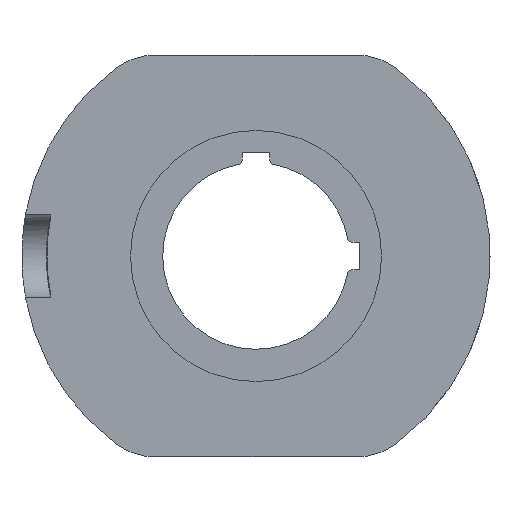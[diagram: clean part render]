
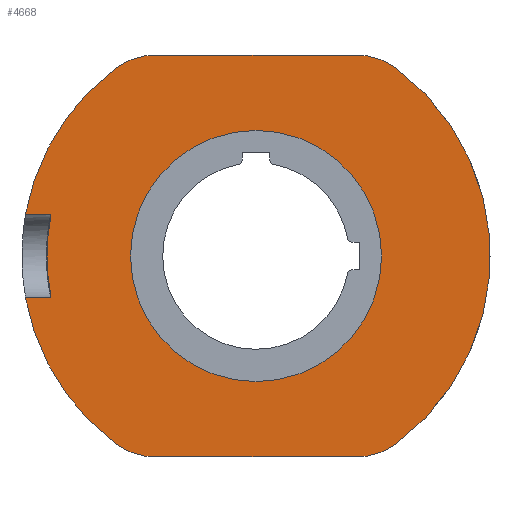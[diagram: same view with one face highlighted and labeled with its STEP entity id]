
A CAD part, front view. The second image highlights one B-rep face of the part: STEP entity #4668.
In plain terms, the highlighted planar face has unit normal (0, -1, 0).
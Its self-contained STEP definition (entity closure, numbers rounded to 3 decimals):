
#64=DIRECTION('',(1.,0.,0.));
#65=VECTOR('',#64,3.055);
#66=CARTESIAN_POINT('',(-27.55,0.,5.));
#67=LINE('',#66,#65);
#72=CARTESIAN_POINT('',(0.,0.,0.));
#73=DIRECTION('',(0.,1.,0.));
#74=DIRECTION('',(-0.984,0.,0.179));
#75=AXIS2_PLACEMENT_3D('',#72,#73,#74);
#80=CARTESIAN_POINT('',(-12.,0.,16.));
#81=DIRECTION('',(0.,-1.,0.));
#82=DIRECTION('',(0.,0.,1.));
#83=AXIS2_PLACEMENT_3D('',#80,#81,#82);
#88=DIRECTION('',(1.,0.,0.));
#89=VECTOR('',#88,24.);
#90=CARTESIAN_POINT('',(-12.,0.,24.));
#91=LINE('',#90,#89);
#95=CARTESIAN_POINT('',(12.,0.,16.));
#96=DIRECTION('',(0.,-1.,0.));
#97=DIRECTION('',(0.6,0.,0.8));
#98=AXIS2_PLACEMENT_3D('',#95,#96,#97);
#103=CARTESIAN_POINT('',(0.,0.,0.));
#104=DIRECTION('',(0.,1.,0.));
#105=DIRECTION('',(0.6,0.,0.8));
#106=AXIS2_PLACEMENT_3D('',#103,#104,#105);
#111=CARTESIAN_POINT('',(12.,0.,-16.));
#112=DIRECTION('',(0.,-1.,0.));
#113=DIRECTION('',(0.,0.,-1.));
#114=AXIS2_PLACEMENT_3D('',#111,#112,#113);
#119=DIRECTION('',(-1.,0.,0.));
#120=VECTOR('',#119,24.);
#121=CARTESIAN_POINT('',(12.,0.,-24.));
#122=LINE('',#121,#120);
#126=CARTESIAN_POINT('',(-12.,0.,-16.));
#127=DIRECTION('',(0.,-1.,0.));
#128=DIRECTION('',(-0.6,0.,-0.8));
#129=AXIS2_PLACEMENT_3D('',#126,#127,#128);
#134=CARTESIAN_POINT('',(0.,0.,0.));
#135=DIRECTION('',(0.,1.,0.));
#136=DIRECTION('',(-0.6,0.,-0.8));
#137=AXIS2_PLACEMENT_3D('',#134,#135,#136);
#142=DIRECTION('',(-1.,0.,0.));
#143=VECTOR('',#142,3.055);
#144=CARTESIAN_POINT('',(-24.495,0.,-5.));
#145=LINE('',#144,#143);
#149=CARTESIAN_POINT('',(0.,0.,0.));
#150=DIRECTION('',(0.,1.,0.));
#151=DIRECTION('',(-0.98,0.,-0.2));
#152=AXIS2_PLACEMENT_3D('',#149,#150,#151);
#157=CARTESIAN_POINT('',(0.,0.,0.));
#158=DIRECTION('',(0.,-1.,0.));
#159=DIRECTION('',(1.,0.,0.));
#160=AXIS2_PLACEMENT_3D('',#157,#158,#159);
#165=CARTESIAN_POINT('',(0.,0.,0.));
#166=DIRECTION('',(0.,-1.,0.));
#167=DIRECTION('',(-1.,0.,0.));
#168=AXIS2_PLACEMENT_3D('',#165,#166,#167);
#4351=CARTESIAN_POINT('',(-24.495,0.,-5.));
#4352=CARTESIAN_POINT('',(-24.495,0.,5.));
#4353=VERTEX_POINT('',#4351);
#4354=VERTEX_POINT('',#4352);
#4371=CARTESIAN_POINT('',(15.,0.,0.));
#4372=CARTESIAN_POINT('',(-15.,0.,0.));
#4373=VERTEX_POINT('',#4371);
#4374=VERTEX_POINT('',#4372);
#4399=CARTESIAN_POINT('',(16.8,0.,22.4));
#4400=CARTESIAN_POINT('',(12.,0.,24.));
#4401=VERTEX_POINT('',#4399);
#4402=VERTEX_POINT('',#4400);
#4403=CARTESIAN_POINT('',(-12.,0.,24.));
#4404=CARTESIAN_POINT('',(-16.8,0.,22.4));
#4405=VERTEX_POINT('',#4403);
#4406=VERTEX_POINT('',#4404);
#4407=CARTESIAN_POINT('',(-16.8,0.,-22.4));
#4408=CARTESIAN_POINT('',(-12.,0.,-24.));
#4409=VERTEX_POINT('',#4407);
#4410=VERTEX_POINT('',#4408);
#4411=CARTESIAN_POINT('',(12.,0.,-24.));
#4412=CARTESIAN_POINT('',(16.8,0.,-22.4));
#4413=VERTEX_POINT('',#4411);
#4414=VERTEX_POINT('',#4412);
#4415=CARTESIAN_POINT('',(-27.55,0.,5.));
#4416=VERTEX_POINT('',#4415);
#4417=CARTESIAN_POINT('',(-27.55,0.,-5.));
#4418=VERTEX_POINT('',#4417);
#4631=CARTESIAN_POINT('',(0.,0.,0.));
#4632=DIRECTION('',(0.,1.,0.));
#4633=DIRECTION('',(1.,0.,0.));
#4634=AXIS2_PLACEMENT_3D('',#4631,#4632,#4633);
#4635=PLANE('',#4634);
#4637=ORIENTED_EDGE('',*,*,#4636,.F.);
#4639=ORIENTED_EDGE('',*,*,#4638,.T.);
#4641=ORIENTED_EDGE('',*,*,#4640,.F.);
#4643=ORIENTED_EDGE('',*,*,#4642,.T.);
#4645=ORIENTED_EDGE('',*,*,#4644,.F.);
#4647=ORIENTED_EDGE('',*,*,#4646,.T.);
#4649=ORIENTED_EDGE('',*,*,#4648,.F.);
#4651=ORIENTED_EDGE('',*,*,#4650,.T.);
#4653=ORIENTED_EDGE('',*,*,#4652,.F.);
#4655=ORIENTED_EDGE('',*,*,#4654,.T.);
#4657=ORIENTED_EDGE('',*,*,#4656,.F.);
#4659=ORIENTED_EDGE('',*,*,#4658,.T.);
#4660=EDGE_LOOP('',(#4637,#4639,#4641,#4643,#4645,#4647,#4649,#4651,#4653,#4655,
#4657,#4659));
#4661=FACE_OUTER_BOUND('',#4660,.F.);
#4663=ORIENTED_EDGE('',*,*,#4662,.T.);
#4665=ORIENTED_EDGE('',*,*,#4664,.T.);
#4666=EDGE_LOOP('',(#4663,#4665));
#4667=FACE_BOUND('',#4666,.F.);
#76=CIRCLE('',#75,28.);
#84=CIRCLE('',#83,8.);
#99=CIRCLE('',#98,8.);
#107=CIRCLE('',#106,28.);
#115=CIRCLE('',#114,8.);
#130=CIRCLE('',#129,8.);
#138=CIRCLE('',#137,28.);
#153=CIRCLE('',#152,25.);
#161=CIRCLE('',#160,15.);
#169=CIRCLE('',#168,15.);
#4636=EDGE_CURVE('',#4416,#4354,#67,.T.);
#4638=EDGE_CURVE('',#4416,#4406,#76,.T.);
#4640=EDGE_CURVE('',#4405,#4406,#84,.T.);
#4642=EDGE_CURVE('',#4405,#4402,#91,.T.);
#4644=EDGE_CURVE('',#4401,#4402,#99,.T.);
#4646=EDGE_CURVE('',#4401,#4414,#107,.T.);
#4648=EDGE_CURVE('',#4413,#4414,#115,.T.);
#4650=EDGE_CURVE('',#4413,#4410,#122,.T.);
#4652=EDGE_CURVE('',#4409,#4410,#130,.T.);
#4654=EDGE_CURVE('',#4409,#4418,#138,.T.);
#4656=EDGE_CURVE('',#4353,#4418,#145,.T.);
#4658=EDGE_CURVE('',#4353,#4354,#153,.T.);
#4662=EDGE_CURVE('',#4373,#4374,#161,.T.);
#4664=EDGE_CURVE('',#4374,#4373,#169,.T.);
#4668=ADVANCED_FACE('',(#4661,#4667),#4635,.F.);
